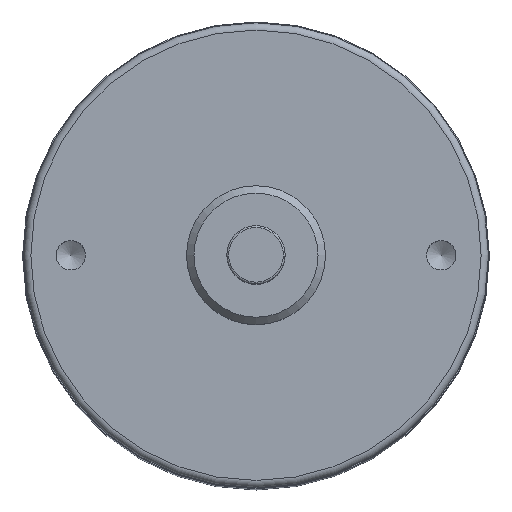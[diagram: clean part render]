
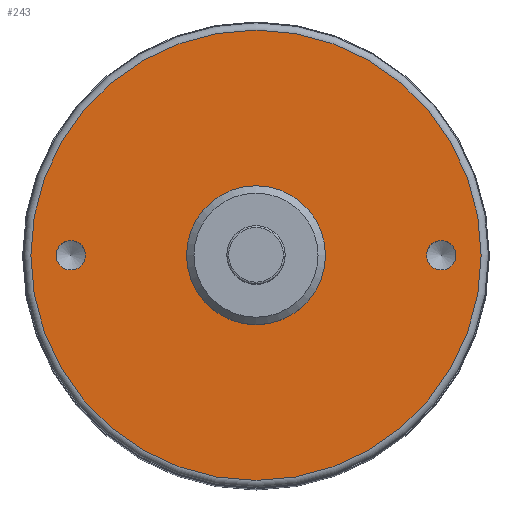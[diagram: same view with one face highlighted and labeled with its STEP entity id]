
A CAD part, top view. The second image highlights one B-rep face of the part: STEP entity #243.
In plain terms, the highlighted planar face has unit normal (0, 0, 1).
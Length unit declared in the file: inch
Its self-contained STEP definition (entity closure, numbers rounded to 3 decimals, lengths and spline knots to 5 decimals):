
#17=PLANE($,#289);
#48=FACE_BOUND($,#110,.T.);
#49=FACE_BOUND($,#111,.T.);
#50=FACE_BOUND($,#112,.T.);
#70=FACE_OUTER_BOUND($,#109,.T.);
#109=EDGE_LOOP($,(#214));
#110=EDGE_LOOP($,(#215));
#111=EDGE_LOOP($,(#216));
#112=EDGE_LOOP($,(#217));
#118=CIRCLE($,#254,1.21563);
#126=CIRCLE($,#266,0.0795);
#128=CIRCLE($,#270,0.0795);
#132=CIRCLE($,#279,0.375);
#139=VERTEX_POINT($,#389);
#147=VERTEX_POINT($,#409);
#149=VERTEX_POINT($,#415);
#153=VERTEX_POINT($,#428);
#160=EDGE_CURVE($,#139,#139,#118,.T.);
#168=EDGE_CURVE($,#147,#147,#126,.T.);
#170=EDGE_CURVE($,#149,#149,#128,.T.);
#174=EDGE_CURVE($,#153,#153,#132,.T.);
#214=ORIENTED_EDGE($,*,*,#160,.T.);
#215=ORIENTED_EDGE($,*,*,#168,.F.);
#216=ORIENTED_EDGE($,*,*,#170,.F.);
#217=ORIENTED_EDGE($,*,*,#174,.F.);
#243=ADVANCED_FACE($,(#70,#48,#49,#50),#17,.T.);
#254=AXIS2_PLACEMENT_3D($,#390,#304,#305);
#266=AXIS2_PLACEMENT_3D($,#410,#328,#329);
#270=AXIS2_PLACEMENT_3D($,#416,#336,#337);
#279=AXIS2_PLACEMENT_3D($,#429,#354,#355);
#289=AXIS2_PLACEMENT_3D($,#442,#374,#375);
#304=DIRECTION('center_axis',(0.,0.,1.));
#305=DIRECTION('ref_axis',(1.,0.,0.));
#328=DIRECTION('center_axis',(0.,0.,1.));
#329=DIRECTION('ref_axis',(1.,0.,0.));
#336=DIRECTION('center_axis',(0.,0.,1.));
#337=DIRECTION('ref_axis',(1.,0.,0.));
#354=DIRECTION('center_axis',(0.,0.,1.));
#355=DIRECTION('ref_axis',(1.,0.,0.));
#374=DIRECTION('center_axis',(0.,0.,1.));
#375=DIRECTION('ref_axis',(1.,0.,0.));
#389=CARTESIAN_POINT('',(2.61563,4.303,0.75));
#390=CARTESIAN_POINT('Origin',(1.4,4.303,0.75));
#409=CARTESIAN_POINT('',(0.4795,4.303,0.75));
#410=CARTESIAN_POINT('Origin',(0.4,4.303,0.75));
#415=CARTESIAN_POINT('',(2.4795,4.303,0.75));
#416=CARTESIAN_POINT('Origin',(2.4,4.303,0.75));
#428=CARTESIAN_POINT('',(1.025,4.303,0.75));
#429=CARTESIAN_POINT('Origin',(1.4,4.303,0.75));
#442=CARTESIAN_POINT('Origin',(1.4,4.303,0.75));
